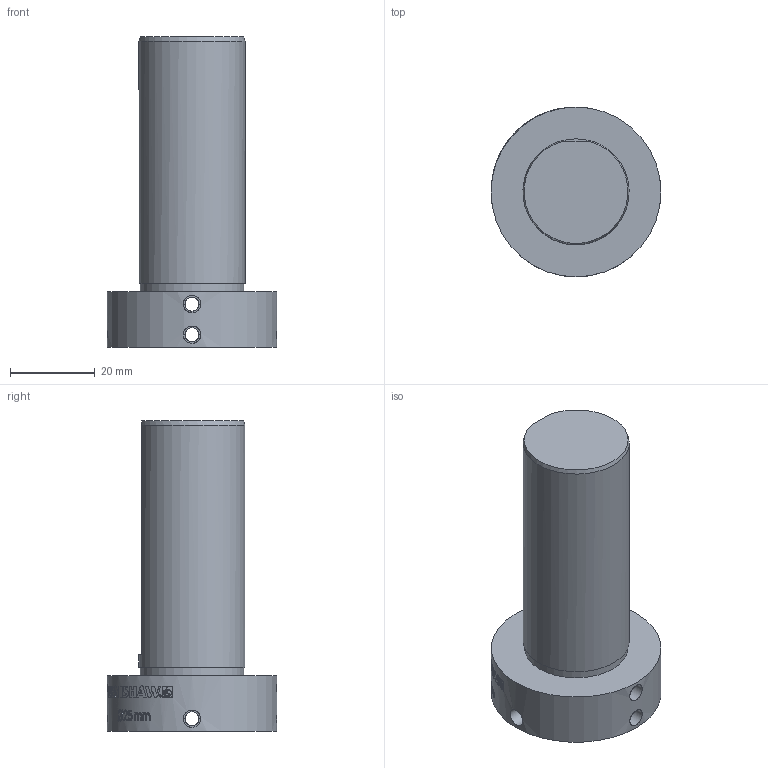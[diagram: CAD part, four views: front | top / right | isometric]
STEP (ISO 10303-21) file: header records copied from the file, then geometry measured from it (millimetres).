
FILE_DESCRIPTION(/* description */ (''),/* implementation_level */ '2;1');
FILE_NAME(/* name */ '10001164663nxv000_01_214.stp',/* time_stamp */ '2023-03-30T12:46:23+02:00',/* author */ (''),/* organization */ (''),/* preprocessor_version */ 'ST-DEVELOPER v18.1',/* originating_system */ 'SIEMENS PLM Software NX 2000',/* authorisation */ '');
FILE_SCHEMA (('AUTOMOTIVE_DESIGN { 1 0 10303 214 3 1 1 1 }'));
Length unit declared in the file: millimetre
Products named in the file (1): 10001164663nxv000_01
Bounding box: 40 x 40 x 73 mm (x, y, z)
Surface area: 10484.1 mm2 (no closed solid volume)
Topology: 0 solids, 1 shells, 297 faces, 773 edges, 515 vertices
Faces by surface type: plane 128, cylinder 96, bspline 60, cone 7, extrusion 4, sphere 2
Full cylindrical faces by diameter (mm): 2.55 x1, 3.3 x6, 4.1 x6, 11.2 x1, 24.3 x1, 24.986 x1, 40 x1
Entity records: 15772 total; most frequent: CARTESIAN_POINT 7230, ORIENTED_EDGE 1474, DIRECTION 1049, EDGE_CURVE 737, VERTEX_POINT 507, AXIS2_PLACEMENT_3D 423, EDGE_LOOP 372, B_SPLINE_CURVE_WITH_KNOTS 353
